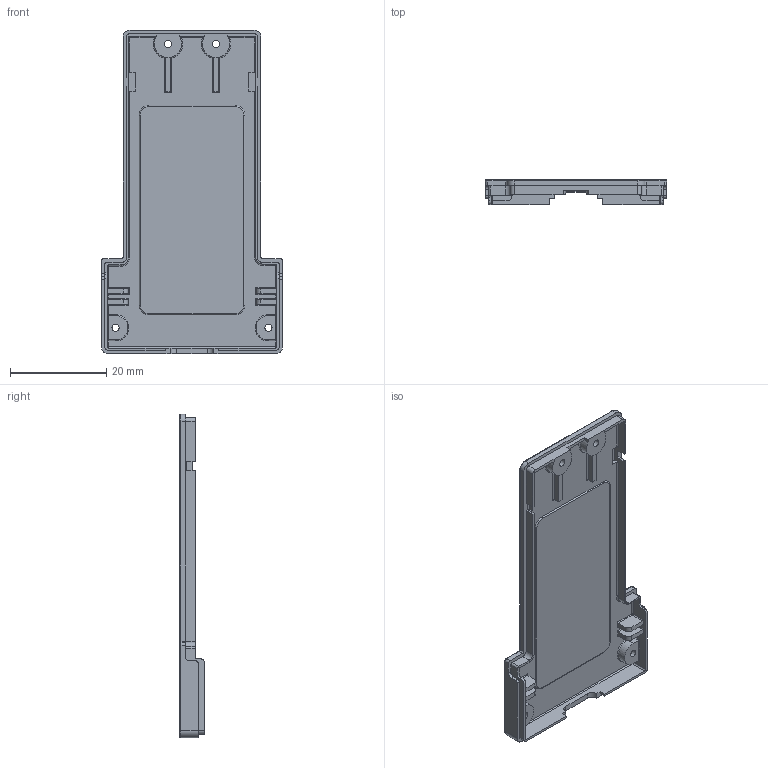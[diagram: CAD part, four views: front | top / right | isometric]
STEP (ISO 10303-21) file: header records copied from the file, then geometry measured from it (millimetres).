
FILE_DESCRIPTION(/* description */ (''),/* implementation_level */ '2;1');
FILE_NAME(/* name */ 'Case bottom.step',/* time_stamp */ '2021-10-14T04:04:20+06:00',/* author */ (''),/* organization */ (''),/* preprocessor_version */ 'ST-DEVELOPER v18.1',/* originating_system */ 'Autodesk Translation Framework v10.10.0.1391',/* authorisation */ '');
FILE_SCHEMA (('AUTOMOTIVE_DESIGN { 1 0 10303 214 3 1 1 }'));
Length unit declared in the file: millimetre
Products named in the file (1): Case bottom
Bounding box: 37.7 x 5.14 x 67.3 mm (x, y, z)
Volume: 3151 mm3; surface area: 5736.1 mm2
Topology: 1 solids, 1 shells, 273 faces, 714 edges, 449 vertices
Faces by surface type: cylinder 121, plane 102, torus 34, bspline 16
Full cylindrical faces by diameter (mm): 1.5 x4, 3.5 x4
Entity records: 8782 total; most frequent: CARTESIAN_POINT 1869, DIRECTION 1505, ORIENTED_EDGE 1428, EDGE_CURVE 714, AXIS2_PLACEMENT_3D 551, VERTEX_POINT 449, LINE 403, VECTOR 403
